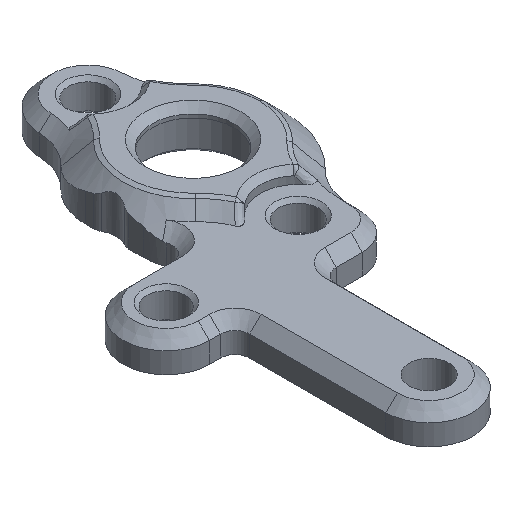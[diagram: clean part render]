
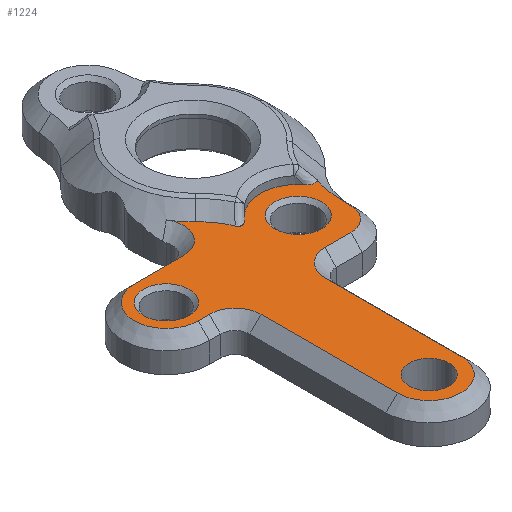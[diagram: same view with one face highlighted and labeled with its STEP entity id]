
A CAD part, isometric view. The second image highlights one B-rep face of the part: STEP entity #1224.
In plain terms, the highlighted planar face has unit normal (0, 0, 1).
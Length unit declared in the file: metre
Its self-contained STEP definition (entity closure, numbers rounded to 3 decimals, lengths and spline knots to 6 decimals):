
#52=B_SPLINE_CURVE_WITH_KNOTS('',3,(#1873,#1874,#1875,#1876,#1877,#1878),
 .UNSPECIFIED.,.F.,.F.,(4,1,1,4),(0.,0.000578,0.000868,
0.001157),.UNSPECIFIED.);
#53=B_SPLINE_CURVE_WITH_KNOTS('',3,(#1882,#1883,#1884,#1885,#1886,#1887),
 .UNSPECIFIED.,.F.,.F.,(4,1,1,4),(0.,0.000293,0.000585,
0.001171),.UNSPECIFIED.);
#87=CIRCLE('',#1322,0.001984);
#88=CIRCLE('',#1323,0.005971);
#89=CIRCLE('',#1324,0.00325);
#90=CIRCLE('',#1325,0.005971);
#91=CIRCLE('',#1326,0.007029);
#92=CIRCLE('',#1327,0.002221);
#93=CIRCLE('',#1328,0.002729);
#94=CIRCLE('',#1329,0.002221);
#95=CIRCLE('',#1330,0.002729);
#96=CIRCLE('',#1331,0.002221);
#97=CIRCLE('',#1332,0.00195);
#98=CIRCLE('',#1333,0.002);
#99=CIRCLE('',#1334,0.0017);
#195=ORIENTED_EDGE('',*,*,#559,.T.);
#196=ORIENTED_EDGE('',*,*,#560,.T.);
#197=ORIENTED_EDGE('',*,*,#561,.T.);
#198=ORIENTED_EDGE('',*,*,#562,.F.);
#199=ORIENTED_EDGE('',*,*,#563,.T.);
#200=ORIENTED_EDGE('',*,*,#564,.F.);
#201=ORIENTED_EDGE('',*,*,#565,.F.);
#202=ORIENTED_EDGE('',*,*,#566,.F.);
#203=ORIENTED_EDGE('',*,*,#567,.T.);
#204=ORIENTED_EDGE('',*,*,#568,.T.);
#205=ORIENTED_EDGE('',*,*,#569,.T.);
#206=ORIENTED_EDGE('',*,*,#570,.F.);
#207=ORIENTED_EDGE('',*,*,#571,.F.);
#208=ORIENTED_EDGE('',*,*,#572,.F.);
#209=ORIENTED_EDGE('',*,*,#573,.F.);
#210=ORIENTED_EDGE('',*,*,#574,.F.);
#211=ORIENTED_EDGE('',*,*,#575,.F.);
#212=ORIENTED_EDGE('',*,*,#576,.F.);
#213=ORIENTED_EDGE('',*,*,#577,.F.);
#214=ORIENTED_EDGE('',*,*,#578,.F.);
#215=ORIENTED_EDGE('',*,*,#579,.T.);
#559=EDGE_CURVE('',#741,#742,#87,.F.);
#560=EDGE_CURVE('',#742,#743,#856,.T.);
#561=EDGE_CURVE('',#743,#744,#88,.T.);
#562=EDGE_CURVE('',#745,#744,#52,.T.);
#563=EDGE_CURVE('',#745,#746,#89,.F.);
#564=EDGE_CURVE('',#747,#746,#53,.T.);
#565=EDGE_CURVE('',#748,#747,#90,.T.);
#566=EDGE_CURVE('',#749,#748,#91,.F.);
#567=EDGE_CURVE('',#749,#750,#92,.T.);
#568=EDGE_CURVE('',#750,#751,#857,.T.);
#569=EDGE_CURVE('',#751,#752,#93,.F.);
#570=EDGE_CURVE('',#753,#752,#858,.T.);
#571=EDGE_CURVE('',#754,#753,#94,.F.);
#572=EDGE_CURVE('',#755,#754,#859,.T.);
#573=EDGE_CURVE('',#756,#755,#95,.T.);
#574=EDGE_CURVE('',#757,#756,#860,.T.);
#575=EDGE_CURVE('',#758,#757,#96,.F.);
#576=EDGE_CURVE('',#741,#758,#861,.T.);
#577=EDGE_CURVE('',#759,#759,#97,.F.);
#578=EDGE_CURVE('',#760,#760,#98,.F.);
#579=EDGE_CURVE('',#761,#761,#99,.T.);
#741=VERTEX_POINT('',#1867);
#742=VERTEX_POINT('',#1868);
#743=VERTEX_POINT('',#1870);
#744=VERTEX_POINT('',#1872);
#745=VERTEX_POINT('',#1879);
#746=VERTEX_POINT('',#1881);
#747=VERTEX_POINT('',#1888);
#748=VERTEX_POINT('',#1890);
#749=VERTEX_POINT('',#1892);
#750=VERTEX_POINT('',#1894);
#751=VERTEX_POINT('',#1896);
#752=VERTEX_POINT('',#1898);
#753=VERTEX_POINT('',#1900);
#754=VERTEX_POINT('',#1902);
#755=VERTEX_POINT('',#1904);
#756=VERTEX_POINT('',#1906);
#757=VERTEX_POINT('',#1908);
#758=VERTEX_POINT('',#1910);
#759=VERTEX_POINT('',#1913);
#760=VERTEX_POINT('',#1915);
#761=VERTEX_POINT('',#1917);
#856=LINE('',#1869,#925);
#857=LINE('',#1895,#926);
#858=LINE('',#1899,#927);
#859=LINE('',#1903,#928);
#860=LINE('',#1907,#929);
#861=LINE('',#1911,#930);
#925=VECTOR('',#1489,1.);
#926=VECTOR('',#1500,1.);
#927=VECTOR('',#1503,1.);
#928=VECTOR('',#1506,1.);
#929=VECTOR('',#1509,1.);
#930=VECTOR('',#1512,1.);
#993=EDGE_LOOP('',(#195,#196,#197,#198,#199,#200,#201,#202,#203,#204,#205,
#206,#207,#208,#209,#210,#211,#212));
#994=EDGE_LOOP('',(#213));
#995=EDGE_LOOP('',(#214));
#996=EDGE_LOOP('',(#215));
#1100=FACE_BOUND('',#993,.T.);
#1101=FACE_BOUND('',#994,.T.);
#1102=FACE_BOUND('',#995,.T.);
#1103=FACE_BOUND('',#996,.T.);
#1205=PLANE('',#1321);
#1224=ADVANCED_FACE('',(#1100,#1101,#1102,#1103),#1205,.T.);
#1321=AXIS2_PLACEMENT_3D('',#1865,#1485,#1486);
#1322=AXIS2_PLACEMENT_3D('',#1866,#1487,#1488);
#1323=AXIS2_PLACEMENT_3D('',#1871,#1490,#1491);
#1324=AXIS2_PLACEMENT_3D('',#1880,#1492,#1493);
#1325=AXIS2_PLACEMENT_3D('',#1889,#1494,#1495);
#1326=AXIS2_PLACEMENT_3D('',#1891,#1496,#1497);
#1327=AXIS2_PLACEMENT_3D('',#1893,#1498,#1499);
#1328=AXIS2_PLACEMENT_3D('',#1897,#1501,#1502);
#1329=AXIS2_PLACEMENT_3D('',#1901,#1504,#1505);
#1330=AXIS2_PLACEMENT_3D('',#1905,#1507,#1508);
#1331=AXIS2_PLACEMENT_3D('',#1909,#1510,#1511);
#1332=AXIS2_PLACEMENT_3D('',#1912,#1513,#1514);
#1333=AXIS2_PLACEMENT_3D('',#1914,#1515,#1516);
#1334=AXIS2_PLACEMENT_3D('',#1916,#1517,#1518);
#1485=DIRECTION('',(0.,0.,1.));
#1486=DIRECTION('',(-1.,0.,0.));
#1487=DIRECTION('',(0.,0.,-1.));
#1488=DIRECTION('',(-1.,0.,0.));
#1489=DIRECTION('',(0.043,0.999,0.));
#1490=DIRECTION('',(0.,0.,-1.));
#1491=DIRECTION('',(-1.,0.,0.));
#1492=DIRECTION('',(0.,0.,-1.));
#1493=DIRECTION('',(-1.,0.,0.));
#1494=DIRECTION('',(0.,0.,-1.));
#1495=DIRECTION('',(-1.,0.,0.));
#1496=DIRECTION('',(0.,0.,-1.));
#1497=DIRECTION('',(-1.,0.,0.));
#1498=DIRECTION('',(0.,0.,-1.));
#1499=DIRECTION('',(-1.,0.,0.));
#1500=DIRECTION('',(-1.,0.,0.));
#1501=DIRECTION('',(0.,0.,-1.));
#1502=DIRECTION('',(-1.,0.,0.));
#1503=DIRECTION('',(-1.,0.,0.));
#1504=DIRECTION('',(0.,0.,-1.));
#1505=DIRECTION('',(-1.,0.,0.));
#1506=DIRECTION('',(0.,1.,0.));
#1507=DIRECTION('',(0.,0.,-1.));
#1508=DIRECTION('',(-1.,0.,0.));
#1509=DIRECTION('',(0.,-1.,0.));
#1510=DIRECTION('',(0.,0.,-1.));
#1511=DIRECTION('',(-1.,0.,0.));
#1512=DIRECTION('',(-1.,0.,0.));
#1513=DIRECTION('',(0.,0.,-1.));
#1514=DIRECTION('',(-1.,0.,0.));
#1515=DIRECTION('',(0.,0.,-1.));
#1516=DIRECTION('',(-1.,0.,0.));
#1517=DIRECTION('',(0.,0.,-1.));
#1518=DIRECTION('',(-1.,0.,0.));
#1865=CARTESIAN_POINT('',(0.,0.,0.00275));
#1866=CARTESIAN_POINT('',(0.000979,-0.010545,0.00275));
#1867=CARTESIAN_POINT('',(0.000979,-0.012529,0.00275));
#1868=CARTESIAN_POINT('',(0.002961,-0.010631,0.00275));
#1869=CARTESIAN_POINT('',(0.003414,-0.000148,0.00275));
#1870=CARTESIAN_POINT('',(0.003026,-0.009131,0.00275));
#1871=CARTESIAN_POINT('',(0.008992,-0.009389,0.00275));
#1872=CARTESIAN_POINT('',(0.003476,-0.0071,0.00275));
#1873=CARTESIAN_POINT('',(0.002521,-0.006948,0.00275));
#1874=CARTESIAN_POINT('',(0.002644,-0.0071,0.00275));
#1875=CARTESIAN_POINT('',(0.002871,-0.007294,0.00275));
#1876=CARTESIAN_POINT('',(0.003286,-0.007344,0.00275));
#1877=CARTESIAN_POINT('',(0.003438,-0.007192,0.00275));
#1878=CARTESIAN_POINT('',(0.003476,-0.0071,0.00275));
#1879=CARTESIAN_POINT('',(0.002521,-0.006948,0.00275));
#1880=CARTESIAN_POINT('',(0.,-0.009,0.00275));
#1881=CARTESIAN_POINT('',(-0.002521,-0.006948,0.00275));
#1882=CARTESIAN_POINT('',(-0.003476,-0.0071,0.00275));
#1883=CARTESIAN_POINT('',(-0.003438,-0.007191,0.00275));
#1884=CARTESIAN_POINT('',(-0.003287,-0.007343,0.00275));
#1885=CARTESIAN_POINT('',(-0.002872,-0.007295,0.00275));
#1886=CARTESIAN_POINT('',(-0.002644,-0.0071,0.00275));
#1887=CARTESIAN_POINT('',(-0.002521,-0.006948,0.00275));
#1888=CARTESIAN_POINT('',(-0.003476,-0.0071,0.00275));
#1889=CARTESIAN_POINT('',(-0.008992,-0.009389,0.00275));
#1890=CARTESIAN_POINT('',(-0.004861,-0.005076,0.00275));
#1891=CARTESIAN_POINT('',(0.,0.,0.00275));
#1892=CARTESIAN_POINT('',(-0.005985,-0.003685,0.00275));
#1893=CARTESIAN_POINT('',(-0.007877,-0.00485,0.00275));
#1894=CARTESIAN_POINT('',(-0.007877,-0.007071,0.00275));
#1895=CARTESIAN_POINT('',(0.,-0.007071,0.00275));
#1896=CARTESIAN_POINT('',(-0.0121,-0.007071,0.00275));
#1897=CARTESIAN_POINT('',(-0.0121,-0.0098,0.00275));
#1898=CARTESIAN_POINT('',(-0.0121,-0.012529,0.00275));
#1899=CARTESIAN_POINT('',(-0.0121,-0.012529,0.00275));
#1900=CARTESIAN_POINT('',(-0.01115,-0.012529,0.00275));
#1901=CARTESIAN_POINT('',(-0.01115,-0.01475,0.00275));
#1902=CARTESIAN_POINT('',(-0.008929,-0.01475,0.00275));
#1903=CARTESIAN_POINT('',(-0.008929,-0.01475,0.00275));
#1904=CARTESIAN_POINT('',(-0.008929,-0.0264,0.00275));
#1905=CARTESIAN_POINT('',(-0.0062,-0.0264,0.00275));
#1906=CARTESIAN_POINT('',(-0.003471,-0.0264,0.00275));
#1907=CARTESIAN_POINT('',(-0.003471,0.,0.00275));
#1908=CARTESIAN_POINT('',(-0.003471,-0.01475,0.00275));
#1909=CARTESIAN_POINT('',(-0.00125,-0.01475,0.00275));
#1910=CARTESIAN_POINT('',(-0.00125,-0.012529,0.00275));
#1911=CARTESIAN_POINT('',(-0.00125,-0.012529,0.00275));
#1912=CARTESIAN_POINT('',(-0.0121,-0.0098,0.00275));
#1913=CARTESIAN_POINT('',(-0.01405,-0.0098,0.00275));
#1914=CARTESIAN_POINT('',(0.,-0.009,0.00275));
#1915=CARTESIAN_POINT('',(-0.002,-0.009,0.00275));
#1916=CARTESIAN_POINT('',(-0.0062,-0.0264,0.00275));
#1917=CARTESIAN_POINT('',(-0.0079,-0.0264,0.00275));
